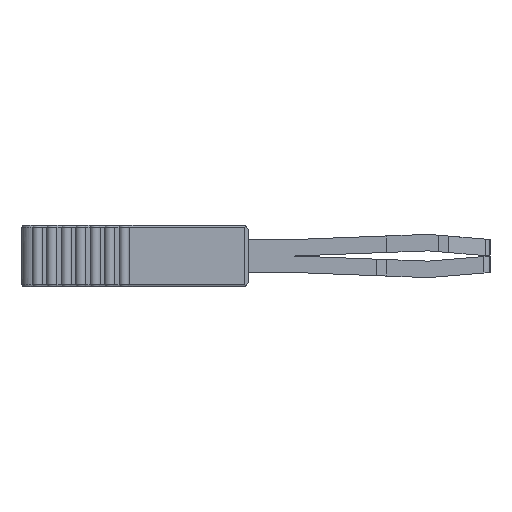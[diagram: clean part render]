
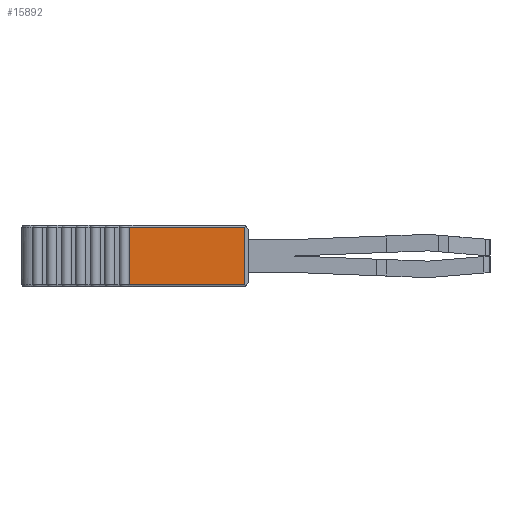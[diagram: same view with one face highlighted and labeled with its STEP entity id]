
A CAD part, left-side view. The second image highlights one B-rep face of the part: STEP entity #15892.
In plain terms, the highlighted planar face has unit normal (-1, 0, 0).
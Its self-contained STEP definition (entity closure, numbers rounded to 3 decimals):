
#659=DIRECTION('',(0.,0.,-1.));
#660=VECTOR('',#659,2.8);
#661=CARTESIAN_POINT('',(-4.4,0.805,1.4));
#662=LINE('',#661,#660);
#667=DIRECTION('',(0.,1.,0.));
#668=VECTOR('',#667,5.605);
#669=CARTESIAN_POINT('',(-4.4,-4.8,1.4));
#670=LINE('',#669,#668);
#2906=CARTESIAN_POINT('',(-4.4,0.805,-1.4));
#2908=DIRECTION('',(0.,-1.,0.));
#2909=VECTOR('',#2908,5.605);
#2910=CARTESIAN_POINT('',(-4.4,0.805,-1.4));
#2911=LINE('',#2910,#2909);
#2912=CARTESIAN_POINT('',(-4.4,-4.8,1.4));
#2924=CARTESIAN_POINT('',(-4.4,-4.8,-1.4));
#2926=DIRECTION('',(0.,0.,1.));
#2927=VECTOR('',#2926,2.8);
#2928=CARTESIAN_POINT('',(-4.4,-4.8,-1.4));
#2929=LINE('',#2928,#2927);
#11924=VERTEX_POINT('',#2924);
#11925=VERTEX_POINT('',#2906);
#11926=VERTEX_POINT('',#2912);
#11933=CARTESIAN_POINT('',(-4.4,0.805,1.4));
#11934=VERTEX_POINT('',#11933);
#15878=CARTESIAN_POINT('',(-4.4,6.,-1.5));
#15879=DIRECTION('',(-1.,0.,0.));
#15880=DIRECTION('',(0.,-1.,0.));
#15881=AXIS2_PLACEMENT_3D('',#15878,#15879,#15880);
#15882=PLANE('',#15881);
#15884=ORIENTED_EDGE('',*,*,#15883,.F.);
#15886=ORIENTED_EDGE('',*,*,#15885,.F.);
#15888=ORIENTED_EDGE('',*,*,#15887,.F.);
#15889=ORIENTED_EDGE('',*,*,#15868,.F.);
#15890=EDGE_LOOP('',(#15884,#15886,#15888,#15889));
#15891=FACE_OUTER_BOUND('',#15890,.F.);
#15892=ADVANCED_FACE('',(#15891),#15882,.T.);
#15868=EDGE_CURVE('',#11934,#11925,#662,.T.);
#15883=EDGE_CURVE('',#11926,#11934,#670,.T.);
#15885=EDGE_CURVE('',#11924,#11926,#2929,.T.);
#15887=EDGE_CURVE('',#11925,#11924,#2911,.T.);
